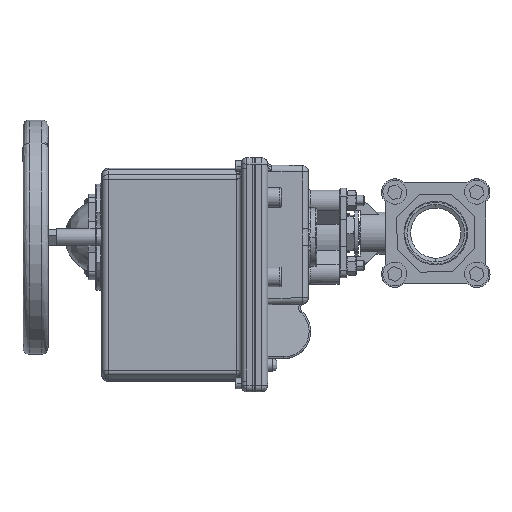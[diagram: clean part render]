
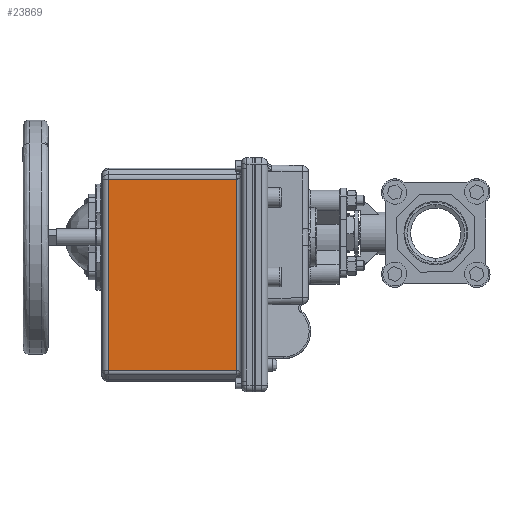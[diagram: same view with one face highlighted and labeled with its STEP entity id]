
A CAD part, left-side view. The second image highlights one B-rep face of the part: STEP entity #23869.
In plain terms, the highlighted planar face has unit normal (-1, 0, 0).
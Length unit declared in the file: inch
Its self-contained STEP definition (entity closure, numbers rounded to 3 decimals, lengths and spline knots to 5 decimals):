
#30 = LINE ( 'NONE', #29106, #32593 ) ;
#186 = LINE ( 'NONE', #38240, #7782 ) ;
#517 = CARTESIAN_POINT ( 'NONE',  ( -5.74712, 9.76306, 2.19548 ) ) ;
#1277 = DIRECTION ( 'NONE',  ( 0., 0., -1. ) ) ;
#2098 = ORIENTED_EDGE ( 'NONE', *, *, #4178, .F. ) ;
#3983 = ORIENTED_EDGE ( 'NONE', *, *, #10467, .T. ) ;
#4008 = DIRECTION ( 'NONE',  ( 0., 1., 0. ) ) ;
#4178 = EDGE_CURVE ( 'NONE', #6458, #23400, #30, .T. ) ;
#5682 = DIRECTION ( 'NONE',  ( 0., 0., 1. ) ) ;
#6458 = VERTEX_POINT ( 'NONE', #40416 ) ;
#7237 = CARTESIAN_POINT ( 'NONE',  ( -5.74712, 9.76306, -3.52919 ) ) ;
#7782 = VECTOR ( 'NONE', #5682, 39.37008 ) ;
#8872 = CARTESIAN_POINT ( 'NONE',  ( -5.74712, 5.73306, -3.52919 ) ) ;
#9921 = ORIENTED_EDGE ( 'NONE', *, *, #35292, .F. ) ;
#10467 = EDGE_CURVE ( 'NONE', #18157, #37086, #186, .T. ) ;
#10673 = DIRECTION ( 'NONE',  ( 0., 0., 1. ) ) ;
#16764 = ORIENTED_EDGE ( 'NONE', *, *, #29447, .F. ) ;
#17470 = PLANE ( 'NONE',  #40788 ) ;
#18157 = VERTEX_POINT ( 'NONE', #8872 ) ;
#18763 = CARTESIAN_POINT ( 'NONE',  ( -5.74712, 5.73306, 2.19548 ) ) ;
#20749 = DIRECTION ( 'NONE',  ( 1., 0., 0. ) ) ;
#23400 = VERTEX_POINT ( 'NONE', #27435 ) ;
#23723 = EDGE_LOOP ( 'NONE', ( #9921, #3983, #16764, #2098 ) ) ;
#23869 = ADVANCED_FACE ( 'NONE', ( #34535 ), #17470, .F. ) ;
#23916 = CARTESIAN_POINT ( 'NONE',  ( -5.74712, 9.76306, 2.52315 ) ) ;
#27435 = CARTESIAN_POINT ( 'NONE',  ( -5.74712, 9.57556, 2.19548 ) ) ;
#29106 = CARTESIAN_POINT ( 'NONE',  ( -5.74712, 9.57556, 2.52315 ) ) ;
#29307 = LINE ( 'NONE', #7237, #37948 ) ;
#29384 = VECTOR ( 'NONE', #33094, 39.37008 ) ;
#29447 = EDGE_CURVE ( 'NONE', #23400, #37086, #30405, .T. ) ;
#30405 = LINE ( 'NONE', #517, #29384 ) ;
#32593 = VECTOR ( 'NONE', #10673, 39.37008 ) ;
#33094 = DIRECTION ( 'NONE',  ( 0., -1., 0. ) ) ;
#34535 = FACE_OUTER_BOUND ( 'NONE', #23723, .T. ) ;
#35292 = EDGE_CURVE ( 'NONE', #18157, #6458, #29307, .T. ) ;
#37086 = VERTEX_POINT ( 'NONE', #18763 ) ;
#37948 = VECTOR ( 'NONE', #4008, 39.37008 ) ;
#38240 = CARTESIAN_POINT ( 'NONE',  ( -5.74712, 5.73306, 2.52315 ) ) ;
#40416 = CARTESIAN_POINT ( 'NONE',  ( -5.74712, 9.57556, -3.52919 ) ) ;
#40788 = AXIS2_PLACEMENT_3D ( 'NONE', #23916, #20749, #1277 ) ;
